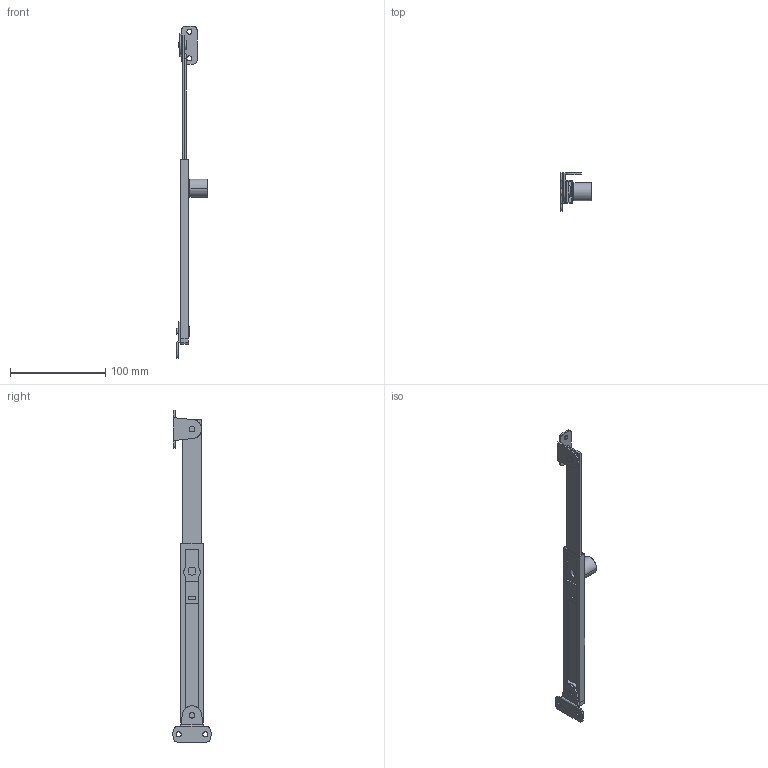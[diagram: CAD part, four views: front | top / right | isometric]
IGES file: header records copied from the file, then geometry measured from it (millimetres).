
Start section: SolidWorks IGES file using analytic representation for surfaces
Global section: file name: B-1475-2-1.IGS,15; native system: HSolidWorks 2014; preprocessor: SolidWorks 2014; author: 1337yo; date: 190709.105528; units: millimetre
Bounding box: 31.8 x 40 x 348 mm (x, y, z)
Surface area: 35684.7 mm2 (no closed solid volume)
Topology: 0 solids, 0 shells, 141 faces, 2234 edges, 2234 vertices
Faces by surface type: bspline 79, revolution 62
